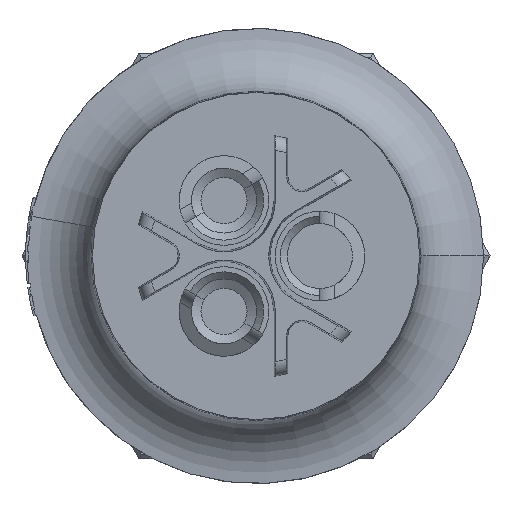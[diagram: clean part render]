
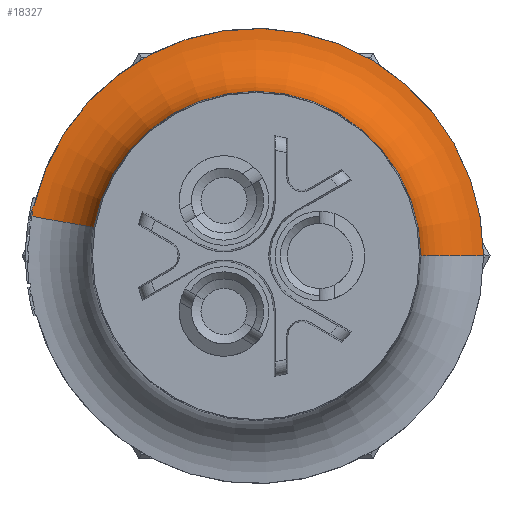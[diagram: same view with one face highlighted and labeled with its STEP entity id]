
A CAD part, left-side view. The second image highlights one B-rep face of the part: STEP entity #18327.
In plain terms, the highlighted toroidal (fillet/blend) face has major radius 16.076 mm and minor radius 4.5 mm.
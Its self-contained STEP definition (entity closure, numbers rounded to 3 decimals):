
#1987=CARTESIAN_POINT('',(-24.8,-16.076,0.));
#1988=DIRECTION('',(0.,0.,-1.));
#1989=DIRECTION('',(0.017,1.,0.));
#1990=AXIS2_PLACEMENT_3D('',#1987,#1988,#1989);
#2092=CARTESIAN_POINT('',(-24.721,0.,0.));
#2093=DIRECTION('',(1.,0.,0.));
#2094=DIRECTION('',(0.,0.985,0.174));
#2095=AXIS2_PLACEMENT_3D('',#2092,#2093,#2094);
#2105=CARTESIAN_POINT('',(-24.8,15.83,2.798));
#2106=DIRECTION('',(0.,-0.174,0.985));
#2107=DIRECTION('',(0.017,-0.985,-0.174));
#2108=AXIS2_PLACEMENT_3D('',#2105,#2106,#2107);
#2110=CARTESIAN_POINT('',(-20.301,0.,0.));
#2111=DIRECTION('',(-1.,0.,0.));
#2112=DIRECTION('',(0.,0.981,0.195));
#2113=AXIS2_PLACEMENT_3D('',#2110,#2111,#2112);
#2115=CARTESIAN_POINT('',(-20.3,15.769,3.125));
#2116=CARTESIAN_POINT('',(-20.3,15.76,3.125));
#2117=CARTESIAN_POINT('',(-20.3,15.743,3.125));
#2118=CARTESIAN_POINT('',(-20.3,15.718,3.125));
#2119=CARTESIAN_POINT('',(-20.3,15.7,3.125));
#2120=CARTESIAN_POINT('',(-20.301,15.692,3.125));
#2122=CARTESIAN_POINT('',(-20.301,15.602,3.546));
#2123=CARTESIAN_POINT('',(-20.3,15.611,3.546));
#2124=CARTESIAN_POINT('',(-20.3,15.628,3.546));
#2125=CARTESIAN_POINT('',(-20.3,15.654,3.546));
#2126=CARTESIAN_POINT('',(-20.3,15.671,3.546));
#2127=CARTESIAN_POINT('',(-20.3,15.68,3.546));
#2129=CARTESIAN_POINT('',(-20.301,0.,0.));
#2130=DIRECTION('',(-1.,0.,0.));
#2131=DIRECTION('',(0.,-1.,0.));
#2132=AXIS2_PLACEMENT_3D('',#2129,#2130,#2131);
#2220=CARTESIAN_POINT('',(-20.3,0.,0.));
#2221=DIRECTION('',(1.,0.,0.));
#2222=DIRECTION('',(0.,0.981,0.194));
#2223=AXIS2_PLACEMENT_3D('',#2220,#2221,#2222);
#15970=CARTESIAN_POINT('',(-20.301,15.756,
2.785));
#15972=VERTEX_POINT('',#15970);
#15974=CARTESIAN_POINT('',(-20.301,15.692,
3.125));
#15975=VERTEX_POINT('',#15974);
#15976=CARTESIAN_POINT('',(-20.301,-16.,0.));
#15977=CARTESIAN_POINT('',(-20.301,15.602,
3.546));
#15978=VERTEX_POINT('',#15976);
#15979=VERTEX_POINT('',#15977);
#15994=CARTESIAN_POINT('',(-24.721,11.4,
2.015));
#15995=CARTESIAN_POINT('',(-24.721,-11.576,0.));
#15996=VERTEX_POINT('',#15994);
#15997=VERTEX_POINT('',#15995);
#15998=CARTESIAN_POINT('',(-20.3,15.769,3.125));
#15999=CARTESIAN_POINT('',(-20.3,15.68,3.546));
#16000=VERTEX_POINT('',#15998);
#16001=VERTEX_POINT('',#15999);
#18307=CARTESIAN_POINT('',(-24.8,0.,0.));
#18308=DIRECTION('',(1.,0.,0.));
#18309=DIRECTION('',(0.,0.002,-1.));
#18310=AXIS2_PLACEMENT_3D('',#18307,#18308,#18309);
#18311=TOROIDAL_SURFACE('',#18310,16.076,4.5);
#18312=ORIENTED_EDGE('',*,*,#18290,.F.);
#18313=ORIENTED_EDGE('',*,*,#18249,.T.);
#18315=ORIENTED_EDGE('',*,*,#18314,.F.);
#18317=ORIENTED_EDGE('',*,*,#18316,.F.);
#18319=ORIENTED_EDGE('',*,*,#18318,.T.);
#18321=ORIENTED_EDGE('',*,*,#18320,.F.);
#18323=ORIENTED_EDGE('',*,*,#18322,.F.);
#18324=ORIENTED_EDGE('',*,*,#18206,.F.);
#18325=EDGE_LOOP('',(#18312,#18313,#18315,#18317,#18319,#18321,#18323,#18324));
#18326=FACE_OUTER_BOUND('',#18325,.F.);
#18327=ADVANCED_FACE('',(#18326),#18311,.F.);
#1991=CIRCLE('',#1990,4.5);
#2096=CIRCLE('',#2095,11.576);
#2109=CIRCLE('',#2108,4.5);
#2114=CIRCLE('',#2113,16.);
#2121=B_SPLINE_CURVE_WITH_KNOTS('',3,(#2115,#2116,#2117,#2118,#2119,#2120),
.UNSPECIFIED.,.F.,.F.,(4,1,1,4),(0.,0.333,0.667,1.),
.UNSPECIFIED.);
#2128=B_SPLINE_CURVE_WITH_KNOTS('',3,(#2122,#2123,#2124,#2125,#2126,#2127),
.UNSPECIFIED.,.F.,.F.,(4,1,1,4),(0.,0.333,0.667,1.),
.UNSPECIFIED.);
#2133=CIRCLE('',#2132,16.);
#2224=CIRCLE('',#2223,16.076);
#18206=EDGE_CURVE('',#15997,#15978,#1991,.T.);
#18249=EDGE_CURVE('',#15996,#15972,#2109,.T.);
#18290=EDGE_CURVE('',#15996,#15997,#2096,.T.);
#18314=EDGE_CURVE('',#15975,#15972,#2114,.T.);
#18316=EDGE_CURVE('',#16000,#15975,#2121,.T.);
#18318=EDGE_CURVE('',#16000,#16001,#2224,.T.);
#18320=EDGE_CURVE('',#15979,#16001,#2128,.T.);
#18322=EDGE_CURVE('',#15978,#15979,#2133,.T.);
